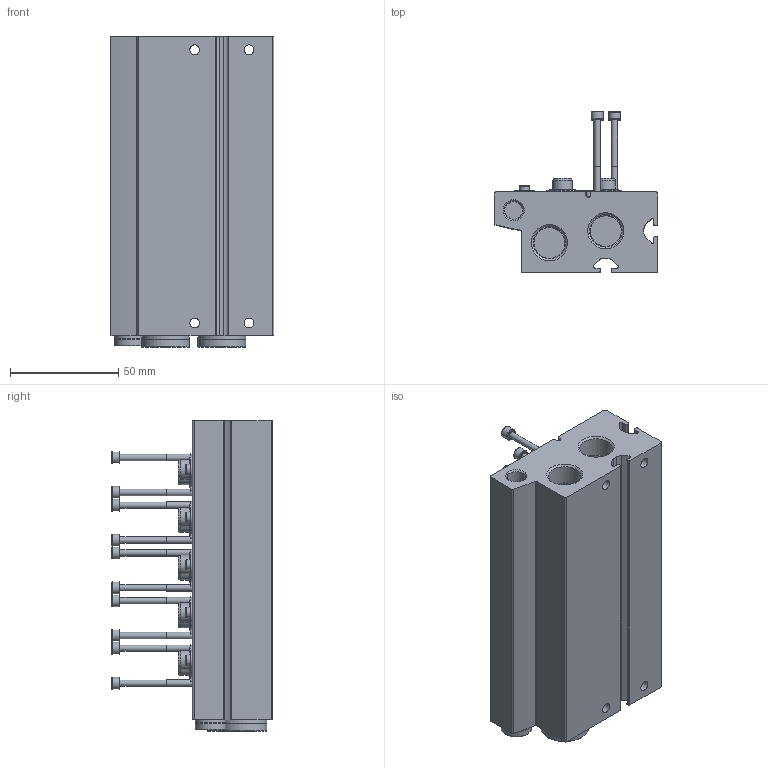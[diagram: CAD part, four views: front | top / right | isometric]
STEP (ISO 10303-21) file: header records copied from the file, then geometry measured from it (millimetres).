
FILE_DESCRIPTION(/* description */ ('STEP AP214'),/* implementation_level */ '2;1');
FILE_NAME(/* name */ '576444_VABM-B10-20E-G38-5-P3',/* time_stamp */ '2024-09-15T20:39:25+02:00',/* author */ ('License CC BY-ND 4.0'),/* organization */ ('CADENAS'),/* preprocessor_version */ 'ST-DEVELOPER v19.3',/* originating_system */ 'PARTsolutions',/* authorisation */ ' ');
FILE_SCHEMA (('AUTOMOTIVE_DESIGN {1 0 10303 214 3 1 1}'));
Length unit declared in the file: millimetre
Products named in the file (7): 576444 VABM-B10-20E-G38-5-P3; 576444 VABM-B10-20E-G38-5-P3---(M); 1715486 VUVS-G18-2---(S); 2833702 F-M3x40-10.9; 1743809 VUVS-M5---(S); 3570 B-3/8---(Plug); 3568 B-1/8---(Plug)
Assembly tree (24 placements, depth 2):
  576444 VABM-B10-20E-G38-5-P3
    576444 VABM-B10-20E-G38-5-P3---(M)
    1715486 VUVS-G18-2---(S)  x5
    2833702 F-M3x40-10.9  x10
    1743809 VUVS-M5---(S)  x5
    3570 B-3/8---(Plug)  x2
    3568 B-1/8---(Plug)
Bounding box: 75.5 x 74.1 x 143.2 mm (x, y, z)
Volume: 290745.9 mm3; surface area: 81032.9 mm2
Topology: 24 solids, 24 shells, 936 faces, 2206 edges, 1404 vertices
Faces by surface type: plane 461, cylinder 264, cone 168, torus 43
Full cylindrical faces by diameter (mm): 2.459 x10, 2.9 x5, 2.92 x10, 3 x10, 3.242 x1, 3.5 x1, 4.134 x3, 4.2 x5, 4.5 x4, 4.6 x5, 5.5 x10, 6 x20, 6.1 x5, 8.2 x1, 8.566 x2, 8.9 x10, 9 x5, 9.728 x1, 10.8 x10, 12.6 x1, 14 x2, 14.3 x2, 14.95 x4, 16.662 x2, 19.8 x2, 22 x4
Entity records: 9919 total; most frequent: CARTESIAN_POINT 1843, DIRECTION 1690, ORIENTED_EDGE 1364, EDGE_CURVE 682, AXIS2_PLACEMENT_3D 667, FACE_BOUND 579, EDGE_LOOP 564, VERTEX_POINT 525
